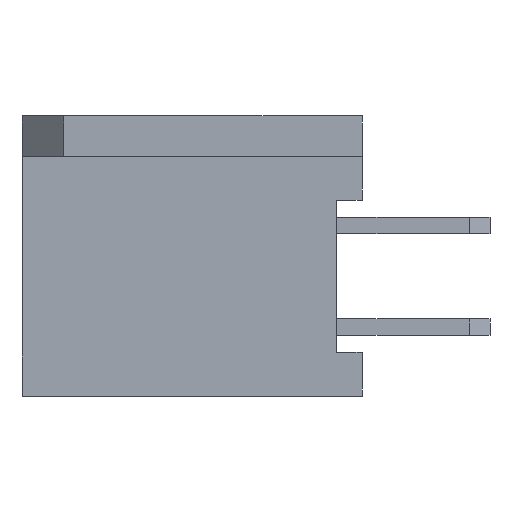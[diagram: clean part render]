
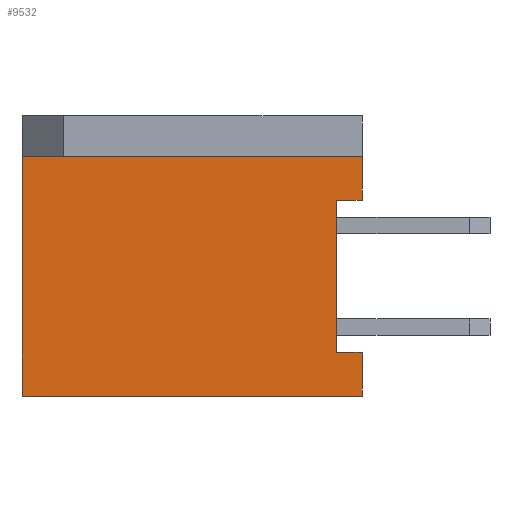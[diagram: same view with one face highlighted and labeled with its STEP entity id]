
A CAD part, left-side view. The second image highlights one B-rep face of the part: STEP entity #9532.
In plain terms, the highlighted planar face has unit normal (-1, 0, 0).
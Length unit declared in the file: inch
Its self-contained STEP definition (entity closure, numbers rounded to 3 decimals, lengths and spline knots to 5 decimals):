
#171 = AXIS2_PLACEMENT_3D ( 'NONE', #11368, #8881, #6349 ) ;
#188 = CARTESIAN_POINT ( 'NONE',  ( -1.35, 0., 0.075 ) ) ;
#212 = VECTOR ( 'NONE', #6706, 39.37008 ) ;
#262 = ORIENTED_EDGE ( 'NONE', *, *, #9815, .T. ) ;
#264 = DIRECTION ( 'NONE',  ( 0., 0., 1. ) ) ;
#1299 = VECTOR ( 'NONE', #4133, 39.37008 ) ;
#1416 = LINE ( 'NONE', #6091, #14159 ) ;
#1660 = DIRECTION ( 'NONE',  ( 0., -1., 0. ) ) ;
#1736 = EDGE_LOOP ( 'NONE', ( #6129, #3048, #262, #8899, #14335, #8583, #10564, #2450 ) ) ;
#1986 = VERTEX_POINT ( 'NONE', #6063 ) ;
#2035 = DIRECTION ( 'NONE',  ( 0., 1., 0. ) ) ;
#2450 = ORIENTED_EDGE ( 'NONE', *, *, #4273, .T. ) ;
#2485 = EDGE_CURVE ( 'NONE', #1986, #4126, #9383, .T. ) ;
#2683 = VECTOR ( 'NONE', #9471, 39.37008 ) ;
#2799 = LINE ( 'NONE', #10877, #4821 ) ;
#3048 = ORIENTED_EDGE ( 'NONE', *, *, #10479, .T. ) ;
#3675 = VECTOR ( 'NONE', #14295, 39.37008 ) ;
#4112 = FACE_OUTER_BOUND ( 'NONE', #1736, .T. ) ;
#4126 = VERTEX_POINT ( 'NONE', #14962 ) ;
#4133 = DIRECTION ( 'NONE',  ( 0., -1., 0. ) ) ;
#4223 = CARTESIAN_POINT ( 'NONE',  ( -1.35, 0.025, -0.075 ) ) ;
#4233 = EDGE_CURVE ( 'NONE', #12525, #10947, #13556, .T. ) ;
#4273 = EDGE_CURVE ( 'NONE', #4126, #12525, #5229, .T. ) ;
#4324 = VECTOR ( 'NONE', #12813, 39.37008 ) ;
#4821 = VECTOR ( 'NONE', #1660, 39.37008 ) ;
#5144 = EDGE_CURVE ( 'NONE', #7128, #12075, #8662, .T. ) ;
#5229 = LINE ( 'NONE', #4223, #5358 ) ;
#5358 = VECTOR ( 'NONE', #2035, 39.37008 ) ;
#5392 = CARTESIAN_POINT ( 'NONE',  ( -1.35, 0.025, -0.075 ) ) ;
#5559 = CARTESIAN_POINT ( 'NONE',  ( -1.35, 0., 0.118 ) ) ;
#6050 = EDGE_CURVE ( 'NONE', #8725, #7128, #14108, .T. ) ;
#6063 = CARTESIAN_POINT ( 'NONE',  ( -1.35, 0., -0.118 ) ) ;
#6091 = CARTESIAN_POINT ( 'NONE',  ( -1.35, 0., 0.118 ) ) ;
#6129 = ORIENTED_EDGE ( 'NONE', *, *, #4233, .T. ) ;
#6349 = DIRECTION ( 'NONE',  ( 0., 0., -1. ) ) ;
#6372 = EDGE_CURVE ( 'NONE', #8725, #1986, #10614, .T. ) ;
#6706 = DIRECTION ( 'NONE',  ( 0., 0., 1. ) ) ;
#7092 = CARTESIAN_POINT ( 'NONE',  ( -1.35, 0.335, 0.118 ) ) ;
#7128 = VERTEX_POINT ( 'NONE', #13373 ) ;
#8583 = ORIENTED_EDGE ( 'NONE', *, *, #6372, .T. ) ;
#8662 = LINE ( 'NONE', #13469, #1299 ) ;
#8725 = VERTEX_POINT ( 'NONE', #15078 ) ;
#8881 = DIRECTION ( 'NONE',  ( 1., 0., 0. ) ) ;
#8899 = ORIENTED_EDGE ( 'NONE', *, *, #5144, .F. ) ;
#9044 = PLANE ( 'NONE',  #171 ) ;
#9383 = LINE ( 'NONE', #10475, #4324 ) ;
#9451 = CARTESIAN_POINT ( 'NONE',  ( -1.35, 0.025, 0.075 ) ) ;
#9471 = DIRECTION ( 'NONE',  ( 0., 0., 1. ) ) ;
#9532 = ADVANCED_FACE ( 'NONE', ( #4112 ), #9044, .F. ) ;
#9815 = EDGE_CURVE ( 'NONE', #13268, #12075, #1416, .T. ) ;
#10235 = CARTESIAN_POINT ( 'NONE',  ( -1.35, 0.025, -0.075 ) ) ;
#10475 = CARTESIAN_POINT ( 'NONE',  ( -1.35, 0., 0.118 ) ) ;
#10479 = EDGE_CURVE ( 'NONE', #10947, #13268, #2799, .T. ) ;
#10564 = ORIENTED_EDGE ( 'NONE', *, *, #2485, .T. ) ;
#10614 = LINE ( 'NONE', #14021, #3675 ) ;
#10877 = CARTESIAN_POINT ( 'NONE',  ( -1.35, 0.025, 0.075 ) ) ;
#10947 = VERTEX_POINT ( 'NONE', #9451 ) ;
#11368 = CARTESIAN_POINT ( 'NONE',  ( -1.35, 0.335, 0.118 ) ) ;
#12075 = VERTEX_POINT ( 'NONE', #5559 ) ;
#12525 = VERTEX_POINT ( 'NONE', #10235 ) ;
#12813 = DIRECTION ( 'NONE',  ( 0., 0., 1. ) ) ;
#13268 = VERTEX_POINT ( 'NONE', #188 ) ;
#13373 = CARTESIAN_POINT ( 'NONE',  ( -1.35, 0.335, 0.118 ) ) ;
#13469 = CARTESIAN_POINT ( 'NONE',  ( -1.35, 0.335, 0.118 ) ) ;
#13556 = LINE ( 'NONE', #5392, #212 ) ;
#14021 = CARTESIAN_POINT ( 'NONE',  ( -1.35, 0.335, -0.118 ) ) ;
#14108 = LINE ( 'NONE', #7092, #2683 ) ;
#14159 = VECTOR ( 'NONE', #264, 39.37008 ) ;
#14295 = DIRECTION ( 'NONE',  ( 0., -1., 0. ) ) ;
#14335 = ORIENTED_EDGE ( 'NONE', *, *, #6050, .F. ) ;
#14962 = CARTESIAN_POINT ( 'NONE',  ( -1.35, 0., -0.075 ) ) ;
#15078 = CARTESIAN_POINT ( 'NONE',  ( -1.35, 0.335, -0.118 ) ) ;
